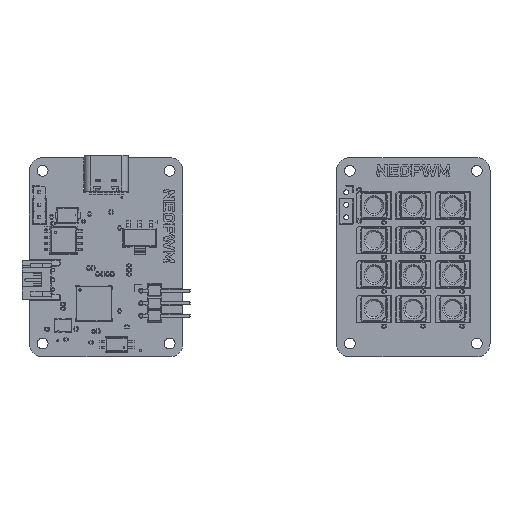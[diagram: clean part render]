
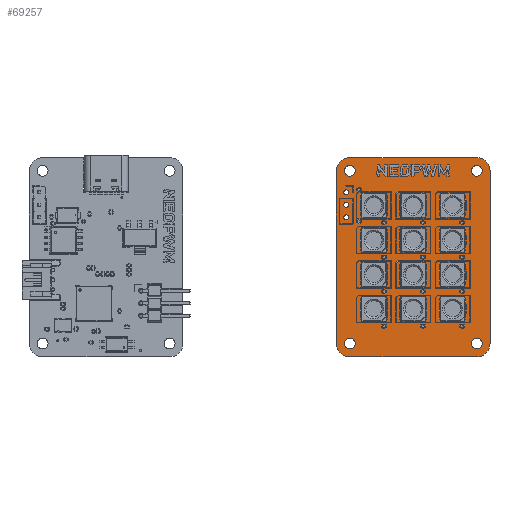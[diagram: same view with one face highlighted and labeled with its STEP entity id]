
A CAD part, top view. The second image highlights one B-rep face of the part: STEP entity #69257.
In plain terms, the highlighted planar face has unit normal (0, 0, 1).
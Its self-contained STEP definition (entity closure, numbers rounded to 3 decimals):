
#69031 = VERTEX_POINT('',#69032);
#69032 = CARTESIAN_POINT('',(44.1,20.25,0.91));
#69038 = EDGE_CURVE('',#69031,#69039,#69041,.T.);
#69039 = VERTEX_POINT('',#69040);
#69040 = CARTESIAN_POINT('',(46.8,17.55,0.91));
#69041 = CIRCLE('',#69042,2.7);
#69042 = AXIS2_PLACEMENT_3D('',#69043,#69044,#69045);
#69043 = CARTESIAN_POINT('',(44.1,17.55,0.91));
#69044 = DIRECTION('',(0.,0.,-1.));
#69045 = DIRECTION('',(0.,1.,0.));
#69073 = VERTEX_POINT('',#69074);
#69074 = CARTESIAN_POINT('',(18.3,20.25,0.91));
#69080 = EDGE_CURVE('',#69073,#69031,#69081,.T.);
#69081 = LINE('',#69082,#69083);
#69082 = CARTESIAN_POINT('',(18.3,20.25,0.91));
#69083 = VECTOR('',#69084,1.);
#69084 = DIRECTION('',(1.,0.,0.));
#69102 = EDGE_CURVE('',#69039,#69103,#69105,.T.);
#69103 = VERTEX_POINT('',#69104);
#69104 = CARTESIAN_POINT('',(46.8,-17.55,0.91));
#69105 = LINE('',#69106,#69107);
#69106 = CARTESIAN_POINT('',(46.8,17.55,0.91));
#69107 = VECTOR('',#69108,1.);
#69108 = DIRECTION('',(0.,-1.,0.));
#69257 = ADVANCED_FACE('',(#69258,#69304,#69315,#69326,#69337,#69348,
    #69359,#69370),#69381,.T.);
#69258 = FACE_BOUND('',#69259,.T.);
#69259 = EDGE_LOOP('',(#69260,#69261,#69262,#69271,#69279,#69288,#69296,
    #69303));
#69260 = ORIENTED_EDGE('',*,*,#69038,.F.);
#69261 = ORIENTED_EDGE('',*,*,#69080,.F.);
#69262 = ORIENTED_EDGE('',*,*,#69263,.F.);
#69263 = EDGE_CURVE('',#69264,#69073,#69266,.T.);
#69264 = VERTEX_POINT('',#69265);
#69265 = CARTESIAN_POINT('',(15.6,17.55,0.91));
#69266 = CIRCLE('',#69267,2.7);
#69267 = AXIS2_PLACEMENT_3D('',#69268,#69269,#69270);
#69268 = CARTESIAN_POINT('',(18.3,17.55,0.91));
#69269 = DIRECTION('',(0.,0.,-1.));
#69270 = DIRECTION('',(-1.,0.,0.));
#69271 = ORIENTED_EDGE('',*,*,#69272,.F.);
#69272 = EDGE_CURVE('',#69273,#69264,#69275,.T.);
#69273 = VERTEX_POINT('',#69274);
#69274 = CARTESIAN_POINT('',(15.6,-17.55,0.91));
#69275 = LINE('',#69276,#69277);
#69276 = CARTESIAN_POINT('',(15.6,-17.55,0.91));
#69277 = VECTOR('',#69278,1.);
#69278 = DIRECTION('',(0.,1.,0.));
#69279 = ORIENTED_EDGE('',*,*,#69280,.F.);
#69280 = EDGE_CURVE('',#69281,#69273,#69283,.T.);
#69281 = VERTEX_POINT('',#69282);
#69282 = CARTESIAN_POINT('',(18.3,-20.25,0.91));
#69283 = CIRCLE('',#69284,2.7);
#69284 = AXIS2_PLACEMENT_3D('',#69285,#69286,#69287);
#69285 = CARTESIAN_POINT('',(18.3,-17.55,0.91));
#69286 = DIRECTION('',(0.,0.,-1.));
#69287 = DIRECTION('',(0.,-1.,-0.));
#69288 = ORIENTED_EDGE('',*,*,#69289,.F.);
#69289 = EDGE_CURVE('',#69290,#69281,#69292,.T.);
#69290 = VERTEX_POINT('',#69291);
#69291 = CARTESIAN_POINT('',(44.1,-20.25,0.91));
#69292 = LINE('',#69293,#69294);
#69293 = CARTESIAN_POINT('',(44.1,-20.25,0.91));
#69294 = VECTOR('',#69295,1.);
#69295 = DIRECTION('',(-1.,0.,0.));
#69296 = ORIENTED_EDGE('',*,*,#69297,.F.);
#69297 = EDGE_CURVE('',#69103,#69290,#69298,.T.);
#69298 = CIRCLE('',#69299,2.7);
#69299 = AXIS2_PLACEMENT_3D('',#69300,#69301,#69302);
#69300 = CARTESIAN_POINT('',(44.1,-17.55,0.91));
#69301 = DIRECTION('',(0.,0.,-1.));
#69302 = DIRECTION('',(1.,0.,0.));
#69303 = ORIENTED_EDGE('',*,*,#69102,.F.);
#69304 = FACE_BOUND('',#69305,.T.);
#69305 = EDGE_LOOP('',(#69306));
#69306 = ORIENTED_EDGE('',*,*,#69307,.T.);
#69307 = EDGE_CURVE('',#69308,#69308,#69310,.T.);
#69308 = VERTEX_POINT('',#69309);
#69309 = CARTESIAN_POINT('',(18.3,-18.65,0.91));
#69310 = CIRCLE('',#69311,1.1);
#69311 = AXIS2_PLACEMENT_3D('',#69312,#69313,#69314);
#69312 = CARTESIAN_POINT('',(18.3,-17.55,0.91));
#69313 = DIRECTION('',(-0.,0.,-1.));
#69314 = DIRECTION('',(0.,-1.,-0.));
#69315 = FACE_BOUND('',#69316,.T.);
#69316 = EDGE_LOOP('',(#69317));
#69317 = ORIENTED_EDGE('',*,*,#69318,.T.);
#69318 = EDGE_CURVE('',#69319,#69319,#69321,.T.);
#69319 = VERTEX_POINT('',#69320);
#69320 = CARTESIAN_POINT('',(44.1,-18.65,0.91));
#69321 = CIRCLE('',#69322,1.1);
#69322 = AXIS2_PLACEMENT_3D('',#69323,#69324,#69325);
#69323 = CARTESIAN_POINT('',(44.1,-17.55,0.91));
#69324 = DIRECTION('',(-0.,0.,-1.));
#69325 = DIRECTION('',(-0.,-1.,0.));
#69326 = FACE_BOUND('',#69327,.T.);
#69327 = EDGE_LOOP('',(#69328));
#69328 = ORIENTED_EDGE('',*,*,#69329,.T.);
#69329 = EDGE_CURVE('',#69330,#69330,#69332,.T.);
#69330 = VERTEX_POINT('',#69331);
#69331 = CARTESIAN_POINT('',(17.575,7.595,0.91));
#69332 = CIRCLE('',#69333,0.5);
#69333 = AXIS2_PLACEMENT_3D('',#69334,#69335,#69336);
#69334 = CARTESIAN_POINT('',(17.575,8.095,0.91));
#69335 = DIRECTION('',(-0.,0.,-1.));
#69336 = DIRECTION('',(-0.,-1.,0.));
#69337 = FACE_BOUND('',#69338,.T.);
#69338 = EDGE_LOOP('',(#69339));
#69339 = ORIENTED_EDGE('',*,*,#69340,.T.);
#69340 = EDGE_CURVE('',#69341,#69341,#69343,.T.);
#69341 = VERTEX_POINT('',#69342);
#69342 = CARTESIAN_POINT('',(17.575,10.135,0.91));
#69343 = CIRCLE('',#69344,0.5);
#69344 = AXIS2_PLACEMENT_3D('',#69345,#69346,#69347);
#69345 = CARTESIAN_POINT('',(17.575,10.635,0.91));
#69346 = DIRECTION('',(-0.,0.,-1.));
#69347 = DIRECTION('',(-0.,-1.,0.));
#69348 = FACE_BOUND('',#69349,.T.);
#69349 = EDGE_LOOP('',(#69350));
#69350 = ORIENTED_EDGE('',*,*,#69351,.T.);
#69351 = EDGE_CURVE('',#69352,#69352,#69354,.T.);
#69352 = VERTEX_POINT('',#69353);
#69353 = CARTESIAN_POINT('',(17.575,12.675,0.91));
#69354 = CIRCLE('',#69355,0.5);
#69355 = AXIS2_PLACEMENT_3D('',#69356,#69357,#69358);
#69356 = CARTESIAN_POINT('',(17.575,13.175,0.91));
#69357 = DIRECTION('',(-0.,0.,-1.));
#69358 = DIRECTION('',(-0.,-1.,0.));
#69359 = FACE_BOUND('',#69360,.T.);
#69360 = EDGE_LOOP('',(#69361));
#69361 = ORIENTED_EDGE('',*,*,#69362,.T.);
#69362 = EDGE_CURVE('',#69363,#69363,#69365,.T.);
#69363 = VERTEX_POINT('',#69364);
#69364 = CARTESIAN_POINT('',(18.3,16.45,0.91));
#69365 = CIRCLE('',#69366,1.1);
#69366 = AXIS2_PLACEMENT_3D('',#69367,#69368,#69369);
#69367 = CARTESIAN_POINT('',(18.3,17.55,0.91));
#69368 = DIRECTION('',(-0.,0.,-1.));
#69369 = DIRECTION('',(0.,-1.,-0.));
#69370 = FACE_BOUND('',#69371,.T.);
#69371 = EDGE_LOOP('',(#69372));
#69372 = ORIENTED_EDGE('',*,*,#69373,.T.);
#69373 = EDGE_CURVE('',#69374,#69374,#69376,.T.);
#69374 = VERTEX_POINT('',#69375);
#69375 = CARTESIAN_POINT('',(44.1,16.45,0.91));
#69376 = CIRCLE('',#69377,1.1);
#69377 = AXIS2_PLACEMENT_3D('',#69378,#69379,#69380);
#69378 = CARTESIAN_POINT('',(44.1,17.55,0.91));
#69379 = DIRECTION('',(-0.,0.,-1.));
#69380 = DIRECTION('',(-0.,-1.,0.));
#69381 = PLANE('',#69382);
#69382 = AXIS2_PLACEMENT_3D('',#69383,#69384,#69385);
#69383 = CARTESIAN_POINT('',(0.,0.,0.91));
#69384 = DIRECTION('',(0.,0.,1.));
#69385 = DIRECTION('',(1.,0.,-0.));
